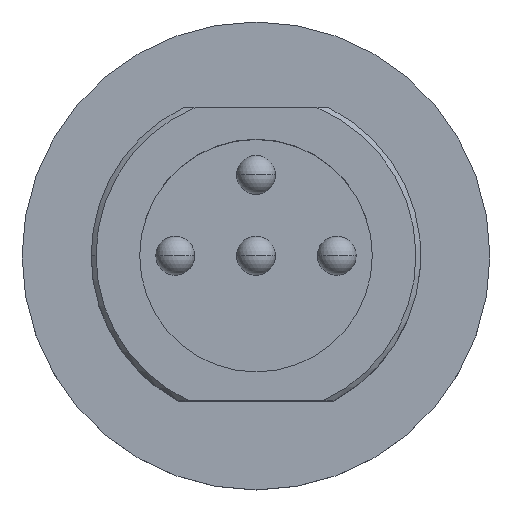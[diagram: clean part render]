
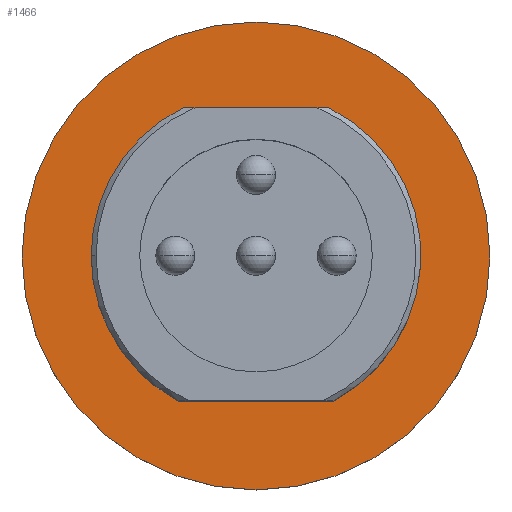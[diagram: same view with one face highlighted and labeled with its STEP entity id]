
A CAD part, top view. The second image highlights one B-rep face of the part: STEP entity #1466.
In plain terms, the highlighted planar face has unit normal (0, 0, 1).
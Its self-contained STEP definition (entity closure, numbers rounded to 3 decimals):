
#10 = AXIS2_PLACEMENT_3D ( 'NONE', #43, #612, #975 ) ;
#11 = ORIENTED_EDGE ( 'NONE', *, *, #370, .F. ) ;
#27 = LINE ( 'NONE', #827, #328 ) ;
#37 = AXIS2_PLACEMENT_3D ( 'NONE', #1312, #482, #1194 ) ;
#43 = CARTESIAN_POINT ( 'NONE',  ( 0., 0., 0. ) ) ;
#46 = CIRCLE ( 'NONE', #677, 7.24 ) ;
#55 = DIRECTION ( 'NONE',  ( 1., 0., 0. ) ) ;
#78 = VERTEX_POINT ( 'NONE', #1065 ) ;
#90 = CARTESIAN_POINT ( 'NONE',  ( 0., 0., 0. ) ) ;
#123 = CIRCLE ( 'NONE', #37, 7.24 ) ;
#131 = ORIENTED_EDGE ( 'NONE', *, *, #624, .T. ) ;
#135 = ORIENTED_EDGE ( 'NONE', *, *, #520, .F. ) ;
#165 = CIRCLE ( 'NONE', #10, 5.1 ) ;
#178 = ORIENTED_EDGE ( 'NONE', *, *, #1347, .T. ) ;
#189 = ORIENTED_EDGE ( 'NONE', *, *, #1502, .F. ) ;
#254 = CIRCLE ( 'NONE', #1064, 5.1 ) ;
#312 = DIRECTION ( 'NONE',  ( 1., 0., 0. ) ) ;
#322 = EDGE_CURVE ( 'NONE', #584, #78, #976, .T. ) ;
#328 = VECTOR ( 'NONE', #351, 1000. ) ;
#351 = DIRECTION ( 'NONE',  ( -1., 0., 0. ) ) ;
#356 = CARTESIAN_POINT ( 'NONE',  ( -5.1, 0., 0. ) ) ;
#370 = EDGE_CURVE ( 'NONE', #1211, #493, #46, .T. ) ;
#377 = VERTEX_POINT ( 'NONE', #1492 ) ;
#426 = CARTESIAN_POINT ( 'NONE',  ( 0., 0., 0. ) ) ;
#433 = EDGE_LOOP ( 'NONE', ( #517, #131, #1363, #189, #178 ) ) ;
#440 = AXIS2_PLACEMENT_3D ( 'NONE', #1338, #755, #55 ) ;
#458 = CARTESIAN_POINT ( 'NONE',  ( 2.25, 4.577, 0. ) ) ;
#482 = DIRECTION ( 'NONE',  ( 0., 0., -1. ) ) ;
#493 = VERTEX_POINT ( 'NONE', #769 ) ;
#517 = ORIENTED_EDGE ( 'NONE', *, *, #775, .F. ) ;
#520 = EDGE_CURVE ( 'NONE', #493, #1211, #123, .T. ) ;
#564 = FACE_OUTER_BOUND ( 'NONE', #1401, .T. ) ;
#584 = VERTEX_POINT ( 'NONE', #356 ) ;
#612 = DIRECTION ( 'NONE',  ( 0., 0., 1. ) ) ;
#624 = EDGE_CURVE ( 'NONE', #1435, #78, #27, .T. ) ;
#677 = AXIS2_PLACEMENT_3D ( 'NONE', #90, #912, #1375 ) ;
#755 = DIRECTION ( 'NONE',  ( 0., 0., 1. ) ) ;
#769 = CARTESIAN_POINT ( 'NONE',  ( -7.24, 0., 0. ) ) ;
#775 = EDGE_CURVE ( 'NONE', #1435, #901, #165, .T. ) ;
#801 = DIRECTION ( 'NONE',  ( 0., 0., -1. ) ) ;
#827 = CARTESIAN_POINT ( 'NONE',  ( -2.4, -4.5, 0. ) ) ;
#901 = VERTEX_POINT ( 'NONE', #1482 ) ;
#912 = DIRECTION ( 'NONE',  ( 0., 0., -1. ) ) ;
#921 = CARTESIAN_POINT ( 'NONE',  ( 2.4, -4.5, 0. ) ) ;
#975 = DIRECTION ( 'NONE',  ( 1., 0., 0. ) ) ;
#976 = CIRCLE ( 'NONE', #440, 5.1 ) ;
#979 = AXIS2_PLACEMENT_3D ( 'NONE', #1041, #801, #1495 ) ;
#1041 = CARTESIAN_POINT ( 'NONE',  ( 0., 0., 0. ) ) ;
#1064 = AXIS2_PLACEMENT_3D ( 'NONE', #426, #1139, #312 ) ;
#1065 = CARTESIAN_POINT ( 'NONE',  ( -2.4, -4.5, 0. ) ) ;
#1139 = DIRECTION ( 'NONE',  ( 0., 0., 1. ) ) ;
#1176 = DIRECTION ( 'NONE',  ( 1., 0., 0. ) ) ;
#1194 = DIRECTION ( 'NONE',  ( -1., 0., 0. ) ) ;
#1202 = FACE_BOUND ( 'NONE', #433, .T. ) ;
#1211 = VERTEX_POINT ( 'NONE', #1314 ) ;
#1268 = PLANE ( 'NONE',  #979 ) ;
#1309 = VECTOR ( 'NONE', #1176, 1000. ) ;
#1312 = CARTESIAN_POINT ( 'NONE',  ( 0., 0., 0. ) ) ;
#1314 = CARTESIAN_POINT ( 'NONE',  ( 7.24, 0., 0. ) ) ;
#1338 = CARTESIAN_POINT ( 'NONE',  ( 0., 0., 0. ) ) ;
#1341 = LINE ( 'NONE', #458, #1309 ) ;
#1347 = EDGE_CURVE ( 'NONE', #377, #901, #1341, .T. ) ;
#1363 = ORIENTED_EDGE ( 'NONE', *, *, #322, .F. ) ;
#1375 = DIRECTION ( 'NONE',  ( -1., 0., 0. ) ) ;
#1401 = EDGE_LOOP ( 'NONE', ( #11, #135 ) ) ;
#1435 = VERTEX_POINT ( 'NONE', #921 ) ;
#1466 = ADVANCED_FACE ( 'NONE', ( #564, #1202 ), #1268, .F. ) ;
#1482 = CARTESIAN_POINT ( 'NONE',  ( 2.25, 4.577, 0. ) ) ;
#1492 = CARTESIAN_POINT ( 'NONE',  ( -2.25, 4.577, 0. ) ) ;
#1495 = DIRECTION ( 'NONE',  ( -1., 0., 0. ) ) ;
#1502 = EDGE_CURVE ( 'NONE', #377, #584, #254, .T. ) ;
